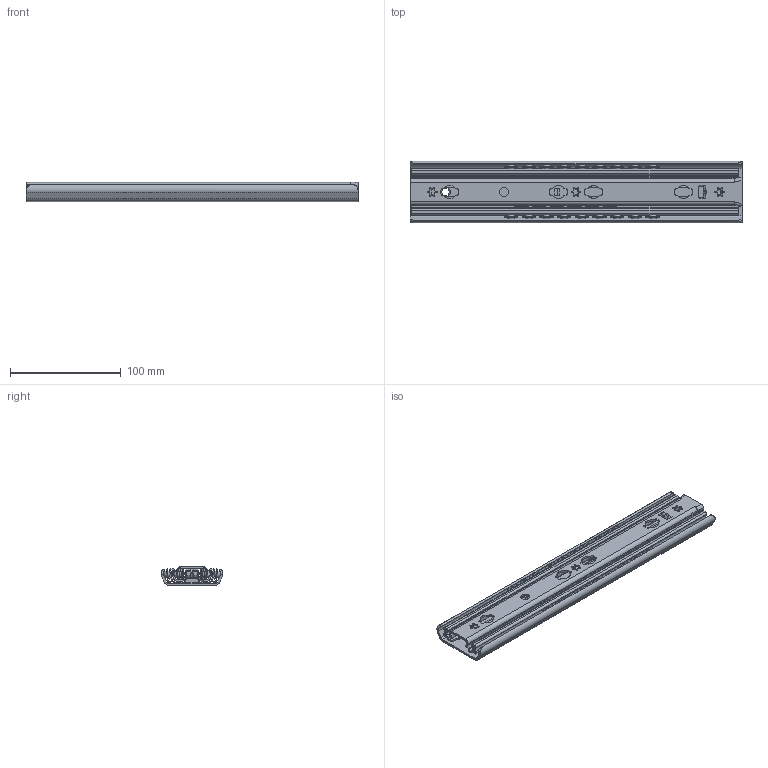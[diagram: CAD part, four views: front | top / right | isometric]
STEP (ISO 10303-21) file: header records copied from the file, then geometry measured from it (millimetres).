
FILE_DESCRIPTION(/* description */ ('ULFHD-D- 300/320mm (17.5) Zinc-Magnesium'),/* implementation_level */ '2;1');
FILE_NAME(/* name */ 'M12-AA0_00_closed.stp',/* time_stamp */ '2025-09-08T09:42:03+02:00',/* author */ ('l.hoffmann'),/* organization */ (''),/* preprocessor_version */ 'ST-DEVELOPER v20',/* originating_system */ 'Autodesk Inventor 2022',/* authorisation */ '');
FILE_SCHEMA (('AUTOMOTIVE_DESIGN { 1 0 10303 214 3 1 1 }'));
Length unit declared in the file: millimetre
Products named in the file (14): M12-M05; 511-M12-M05-HMA; 511-M12-M05-HMA_1; E000173331; E000173328; E000173327; 512-M12-M05-UM2; 512-M12-M05-UM2_1; E000173340; E000173318; E000173338; E000173337; 514-M12-M05-MB3; 514-M12-M05-MB3_1
Assembly tree (27 placements, depth 3):
  M12-M05
    511-M12-M05-HMA
      511-M12-M05-HMA_1
    E000173331
      E000173318
      E000173328
      E000173327  x9
    512-M12-M05-UM2
      512-M12-M05-UM2_1
    E000173340
      E000173318
      E000173338
      E000173337  x6
    514-M12-M05-MB3
      514-M12-M05-MB3_1
Bounding box: 300 x 55.8 x 17.25 mm (x, y, z)
Volume: 105043.4 mm3; surface area: 141575 mm2
Topology: 35 solids, 35 shells, 1177 faces, 3496 edges, 2320 vertices
Faces by surface type: plane 566, cylinder 529, cone 42, sphere 30, bspline 10
Full cylindrical faces by diameter (mm): 5.56 x12, 6.35 x18, 8 x3, 11 x1
Entity records: 41212 total; most frequent: CARTESIAN_POINT 8727, ORIENTED_EDGE 6820, DIRECTION 6768, EDGE_CURVE 3410, AXIS2_PLACEMENT_3D 2367, VERTEX_POINT 2268, LINE 2034, VECTOR 2034
